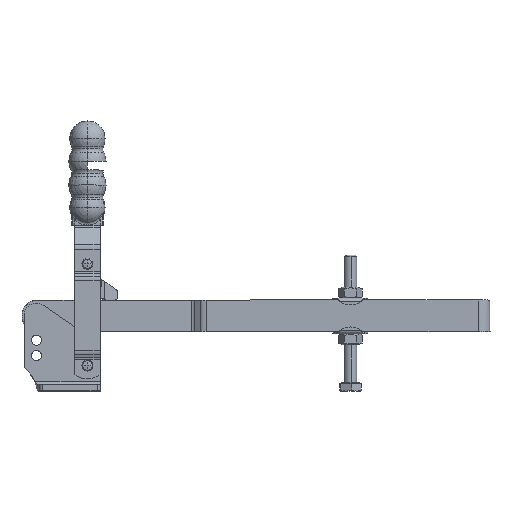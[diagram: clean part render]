
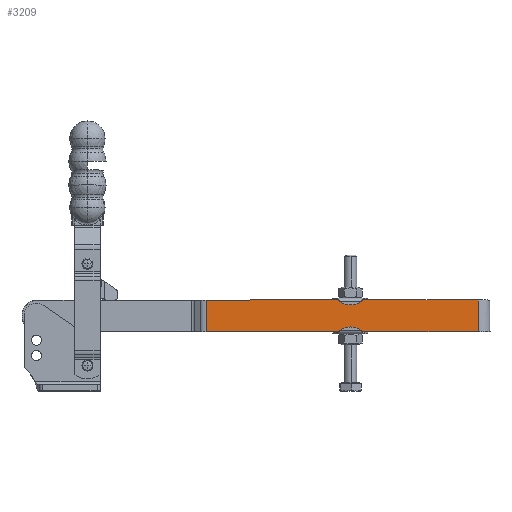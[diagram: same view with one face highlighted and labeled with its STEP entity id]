
A CAD part, top view. The second image highlights one B-rep face of the part: STEP entity #3209.
In plain terms, the highlighted planar face has unit normal (0, 0, 1).
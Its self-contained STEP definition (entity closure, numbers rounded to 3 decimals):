
#3088=AXIS2_PLACEMENT_3D('Circle Axis2P3D',#3086,#3087,$) ;
#3102=AXIS2_PLACEMENT_3D('Plane Axis2P3D',#3099,#3100,#3101) ;
#3120=AXIS2_PLACEMENT_3D('Circle Axis2P3D',#3118,#3119,$) ;
#3161=AXIS2_PLACEMENT_3D('Circle Axis2P3D',#3159,#3160,$) ;
#3168=AXIS2_PLACEMENT_3D('Circle Axis2P3D',#3166,#3167,$) ;
#1983=CARTESIAN_POINT('Vertex',(172.098,46.893,10.5)) ;
#1987=CARTESIAN_POINT('Control Point',(170.708,45.894,10.5)) ;
#1988=CARTESIAN_POINT('Control Point',(170.936,46.197,10.5)) ;
#1989=CARTESIAN_POINT('Control Point',(171.202,46.412,10.5)) ;
#1990=CARTESIAN_POINT('Control Point',(171.478,46.583,10.5)) ;
#1991=CARTESIAN_POINT('Control Point',(171.782,46.742,10.5)) ;
#1992=CARTESIAN_POINT('Control Point',(172.098,46.893,10.5)) ;
#1993=CARTESIAN_POINT('Vertex',(170.708,45.894,10.5)) ;
#2287=CARTESIAN_POINT('Vertex',(185.027,46.893,10.5)) ;
#2310=CARTESIAN_POINT('Vertex',(186.416,45.895,10.5)) ;
#2314=CARTESIAN_POINT('Control Point',(186.416,45.895,10.5)) ;
#2315=CARTESIAN_POINT('Control Point',(186.189,46.198,10.5)) ;
#2316=CARTESIAN_POINT('Control Point',(185.923,46.412,10.5)) ;
#2317=CARTESIAN_POINT('Control Point',(185.647,46.583,10.5)) ;
#2318=CARTESIAN_POINT('Control Point',(185.343,46.742,10.5)) ;
#2319=CARTESIAN_POINT('Control Point',(185.027,46.893,10.5)) ;
#2640=CARTESIAN_POINT('Line Origine',(129.361,45.892,10.5)) ;
#2644=CARTESIAN_POINT('Vertex',(88.014,45.891,10.5)) ;
#2894=CARTESIAN_POINT('Vertex',(258.616,45.898,10.5)) ;
#2897=CARTESIAN_POINT('Line Origine',(222.516,45.896,10.5)) ;
#3083=CARTESIAN_POINT('Vertex',(178.562,48.992,10.5)) ;
#3086=CARTESIAN_POINT('Axis2P3D Location',(178.562,37.992,10.5)) ;
#3099=CARTESIAN_POINT('Axis2P3D Location',(44.603,55.889,10.5)) ;
#3104=CARTESIAN_POINT('Line Origine',(129.36,65.892,10.5)) ;
#3108=CARTESIAN_POINT('Vertex',(170.706,65.894,10.5)) ;
#3110=CARTESIAN_POINT('Vertex',(88.013,65.891,10.5)) ;
#3113=CARTESIAN_POINT('Line Origine',(88.014,55.891,10.5)) ;
#3118=CARTESIAN_POINT('Axis2P3D Location',(178.562,37.992,10.5)) ;
#3123=CARTESIAN_POINT('Line Origine',(258.615,55.898,10.5)) ;
#3127=CARTESIAN_POINT('Vertex',(258.615,65.898,10.5)) ;
#3130=CARTESIAN_POINT('Line Origine',(222.517,65.896,10.5)) ;
#3134=CARTESIAN_POINT('Vertex',(186.42,65.895,10.5)) ;
#3138=CARTESIAN_POINT('Control Point',(186.42,65.895,10.5)) ;
#3139=CARTESIAN_POINT('Control Point',(186.309,65.747,10.5)) ;
#3140=CARTESIAN_POINT('Control Point',(186.19,65.62,10.5)) ;
#3141=CARTESIAN_POINT('Control Point',(186.064,65.509,10.5)) ;
#3142=CARTESIAN_POINT('Control Point',(185.868,65.36,10.5)) ;
#3143=CARTESIAN_POINT('Control Point',(185.662,65.229,10.5)) ;
#3144=CARTESIAN_POINT('Control Point',(185.591,65.187,10.5)) ;
#3145=CARTESIAN_POINT('Control Point',(185.484,65.125,10.5)) ;
#3146=CARTESIAN_POINT('Control Point',(185.375,65.066,10.5)) ;
#3147=CARTESIAN_POINT('Control Point',(185.338,65.047,10.5)) ;
#3148=CARTESIAN_POINT('Control Point',(185.264,65.009,10.5)) ;
#3149=CARTESIAN_POINT('Control Point',(185.189,64.971,10.5)) ;
#3150=CARTESIAN_POINT('Control Point',(185.15,64.952,10.5)) ;
#3151=CARTESIAN_POINT('Control Point',(185.103,64.929,10.5)) ;
#3152=CARTESIAN_POINT('Control Point',(185.055,64.906,10.5)) ;
#3153=CARTESIAN_POINT('Control Point',(185.046,64.902,10.5)) ;
#3154=CARTESIAN_POINT('Control Point',(185.036,64.897,10.5)) ;
#3155=CARTESIAN_POINT('Control Point',(185.027,64.893,10.5)) ;
#3156=CARTESIAN_POINT('Vertex',(185.027,64.893,10.5)) ;
#3159=CARTESIAN_POINT('Axis2P3D Location',(178.562,73.793,10.5)) ;
#3163=CARTESIAN_POINT('Vertex',(178.562,62.793,10.5)) ;
#3166=CARTESIAN_POINT('Axis2P3D Location',(178.562,73.793,10.5)) ;
#3170=CARTESIAN_POINT('Vertex',(172.098,64.893,10.5)) ;
#3174=CARTESIAN_POINT('Control Point',(170.706,65.894,10.5)) ;
#3175=CARTESIAN_POINT('Control Point',(170.817,65.745,10.5)) ;
#3176=CARTESIAN_POINT('Control Point',(170.937,65.617,10.5)) ;
#3177=CARTESIAN_POINT('Control Point',(171.065,65.506,10.5)) ;
#3178=CARTESIAN_POINT('Control Point',(171.262,65.356,10.5)) ;
#3179=CARTESIAN_POINT('Control Point',(171.47,65.224,10.5)) ;
#3180=CARTESIAN_POINT('Control Point',(171.541,65.182,10.5)) ;
#3181=CARTESIAN_POINT('Control Point',(171.648,65.121,10.5)) ;
#3182=CARTESIAN_POINT('Control Point',(171.758,65.063,10.5)) ;
#3183=CARTESIAN_POINT('Control Point',(171.794,65.043,10.5)) ;
#3184=CARTESIAN_POINT('Control Point',(171.869,65.005,10.5)) ;
#3185=CARTESIAN_POINT('Control Point',(171.944,64.967,10.5)) ;
#3186=CARTESIAN_POINT('Control Point',(171.982,64.949,10.5)) ;
#3187=CARTESIAN_POINT('Control Point',(172.028,64.926,10.5)) ;
#3188=CARTESIAN_POINT('Control Point',(172.075,64.904,10.5)) ;
#3189=CARTESIAN_POINT('Control Point',(172.082,64.9,10.5)) ;
#3190=CARTESIAN_POINT('Control Point',(172.09,64.896,10.5)) ;
#3191=CARTESIAN_POINT('Control Point',(172.098,64.893,10.5)) ;
#2641=DIRECTION('Vector Direction',(-1.,0.,0.)) ;
#2898=DIRECTION('Vector Direction',(-1.,0.,0.)) ;
#3087=DIRECTION('Axis2P3D Direction',(0.,-0.,1.)) ;
#3100=DIRECTION('Axis2P3D Direction',(0.,-0.,1.)) ;
#3101=DIRECTION('Axis2P3D XDirection',(1.,0.,0.)) ;
#3105=DIRECTION('Vector Direction',(-1.,0.,0.)) ;
#3114=DIRECTION('Vector Direction',(0.,-1.,0.)) ;
#3119=DIRECTION('Axis2P3D Direction',(0.,-0.,1.)) ;
#3124=DIRECTION('Vector Direction',(0.,1.,0.)) ;
#3131=DIRECTION('Vector Direction',(-1.,0.,0.)) ;
#3160=DIRECTION('Axis2P3D Direction',(0.,-0.,1.)) ;
#3167=DIRECTION('Axis2P3D Direction',(0.,-0.,1.)) ;
#2642=VECTOR('Line Direction',#2641,1.) ;
#2899=VECTOR('Line Direction',#2898,1.) ;
#3106=VECTOR('Line Direction',#3105,1.) ;
#3115=VECTOR('Line Direction',#3114,1.) ;
#3125=VECTOR('Line Direction',#3124,1.) ;
#3132=VECTOR('Line Direction',#3131,1.) ;
#3194=ORIENTED_EDGE('',*,*,#3112,.T.) ;
#3195=ORIENTED_EDGE('',*,*,#3117,.T.) ;
#3196=ORIENTED_EDGE('',*,*,#2646,.F.) ;
#3197=ORIENTED_EDGE('',*,*,#1995,.T.) ;
#3198=ORIENTED_EDGE('',*,*,#3090,.T.) ;
#3199=ORIENTED_EDGE('',*,*,#3122,.T.) ;
#3200=ORIENTED_EDGE('',*,*,#2320,.F.) ;
#3201=ORIENTED_EDGE('',*,*,#2901,.F.) ;
#3202=ORIENTED_EDGE('',*,*,#3129,.T.) ;
#3203=ORIENTED_EDGE('',*,*,#3136,.T.) ;
#3204=ORIENTED_EDGE('',*,*,#3158,.T.) ;
#3205=ORIENTED_EDGE('',*,*,#3165,.T.) ;
#3206=ORIENTED_EDGE('',*,*,#3172,.T.) ;
#3207=ORIENTED_EDGE('',*,*,#3192,.F.) ;
#3209=ADVANCED_FACE('VERTIKALSPANNER_TS_V_290_UB_L175_357860',(#3208),#3103,.T.) ;
#1986=B_SPLINE_CURVE_WITH_KNOTS('',5,(#1987,#1988,#1989,#1990,#1991,#1992),.UNSPECIFIED.,.F.,.U.,(6,6),(0.,3.878),.UNSPECIFIED.) ;
#2313=B_SPLINE_CURVE_WITH_KNOTS('',5,(#2314,#2315,#2316,#2317,#2318,#2319),.UNSPECIFIED.,.F.,.U.,(6,6),(0.,3.877),.UNSPECIFIED.) ;
#3137=B_SPLINE_CURVE_WITH_KNOTS('',5,(#3138,#3139,#3140,#3141,#3142,#3143,#3144,#3145,#3146,#3147,#3148,#3149,#3150,#3151,#3152,#3153,#3154,#3155),.UNSPECIFIED.,.F.,.U.,(6,3,3,3,3,6),(0.,1.885,2.829,3.3,3.772,3.886),.UNSPECIFIED.) ;
#3173=B_SPLINE_CURVE_WITH_KNOTS('',5,(#3174,#3175,#3176,#3177,#3178,#3179,#3180,#3181,#3182,#3183,#3184,#3185,#3186,#3187,#3188,#3189,#3190,#3191),.UNSPECIFIED.,.F.,.U.,(6,3,3,3,3,6),(0.,1.902,2.846,3.318,3.792,3.888),.UNSPECIFIED.) ;
#3089=CIRCLE('generated circle',#3088,11.) ;
#3121=CIRCLE('generated circle',#3120,11.) ;
#3162=CIRCLE('generated circle',#3161,11.) ;
#3169=CIRCLE('generated circle',#3168,11.) ;
#1995=EDGE_CURVE('',#1994,#1984,#1986,.T.) ;
#2320=EDGE_CURVE('',#2311,#2288,#2313,.T.) ;
#2646=EDGE_CURVE('',#1994,#2645,#2643,.T.) ;
#2901=EDGE_CURVE('',#2895,#2311,#2900,.T.) ;
#3090=EDGE_CURVE('',#1984,#3084,#3089,.F.) ;
#3112=EDGE_CURVE('',#3109,#3111,#3107,.T.) ;
#3117=EDGE_CURVE('',#3111,#2645,#3116,.T.) ;
#3122=EDGE_CURVE('',#3084,#2288,#3121,.F.) ;
#3129=EDGE_CURVE('',#2895,#3128,#3126,.T.) ;
#3136=EDGE_CURVE('',#3128,#3135,#3133,.T.) ;
#3158=EDGE_CURVE('',#3135,#3157,#3137,.T.) ;
#3165=EDGE_CURVE('',#3157,#3164,#3162,.F.) ;
#3172=EDGE_CURVE('',#3164,#3171,#3169,.F.) ;
#3192=EDGE_CURVE('',#3109,#3171,#3173,.T.) ;
#3193=EDGE_LOOP('',(#3194,#3195,#3196,#3197,#3198,#3199,#3200,#3201,#3202,#3203,#3204,#3205,#3206,#3207)) ;
#3208=FACE_OUTER_BOUND('',#3193,.T.) ;
#2643=LINE('Line',#2640,#2642) ;
#2900=LINE('Line',#2897,#2899) ;
#3107=LINE('Line',#3104,#3106) ;
#3116=LINE('Line',#3113,#3115) ;
#3126=LINE('Line',#3123,#3125) ;
#3133=LINE('Line',#3130,#3132) ;
#3103=PLANE('Plane',#3102) ;
#1984=VERTEX_POINT('',#1983) ;
#1994=VERTEX_POINT('',#1993) ;
#2288=VERTEX_POINT('',#2287) ;
#2311=VERTEX_POINT('',#2310) ;
#2645=VERTEX_POINT('',#2644) ;
#2895=VERTEX_POINT('',#2894) ;
#3084=VERTEX_POINT('',#3083) ;
#3109=VERTEX_POINT('',#3108) ;
#3111=VERTEX_POINT('',#3110) ;
#3128=VERTEX_POINT('',#3127) ;
#3135=VERTEX_POINT('',#3134) ;
#3157=VERTEX_POINT('',#3156) ;
#3164=VERTEX_POINT('',#3163) ;
#3171=VERTEX_POINT('',#3170) ;
